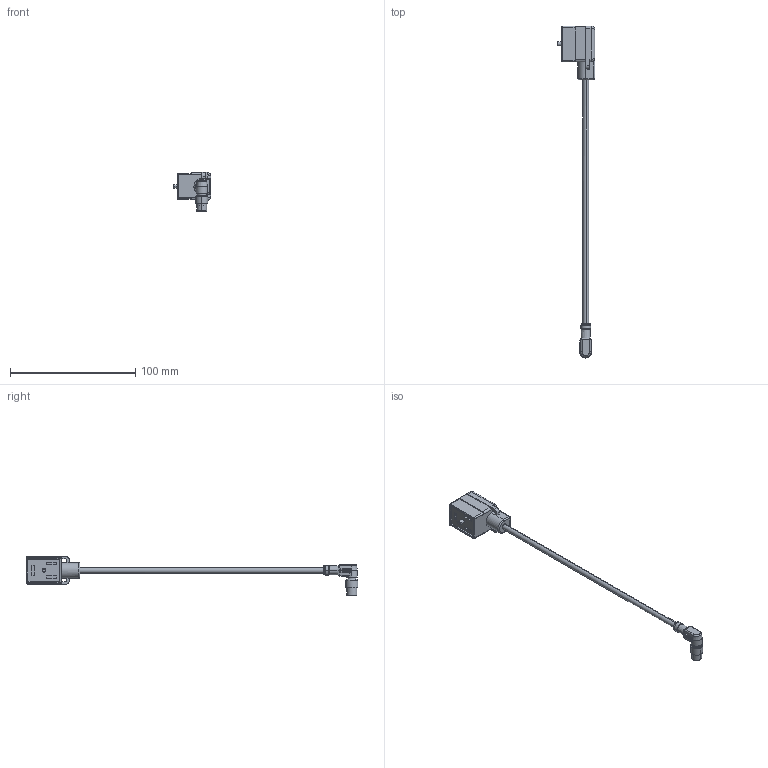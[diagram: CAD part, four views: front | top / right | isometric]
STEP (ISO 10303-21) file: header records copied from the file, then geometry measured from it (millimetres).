
FILE_DESCRIPTION(('CATIA V5 STEP Exchange','CAx-IF Rec.Pracs.--- Model Styling and Organization---1.4--- 2014-01-23'),'2;1');
FILE_NAME ('003793-6_0', '2020-09-01T13:03:15+00:00', ('none'), ('Weidmueller'), 'CATIA Version 5-6 Release 2016 SP3 HF44', 'CATIA V5 STEP AP214', 'none');
FILE_SCHEMA(('AUTOMOTIVE_DESIGN { 1 0 10303 214 1 1 1 1 }'));
Length unit declared in the file: millimetre
Products named in the file (1): 1026180300
Bounding box: 30.01 x 264.9 x 31.35 mm (x, y, z)
Volume: 23061.4 mm3; surface area: 10157.9 mm2
Topology: 6 solids, 7 shells, 336 faces, 847 edges, 532 vertices
Faces by surface type: plane 138, cylinder 123, cone 34, torus 23, bspline 16, sphere 2
Entity records: 10787 total; most frequent: CARTESIAN_POINT 3397, ORIENTED_EDGE 1678, DIRECTION 1231, EDGE_CURVE 831, VERTEX_POINT 524, AXIS2_PLACEMENT_3D 522, VECTOR 413, LINE 413
